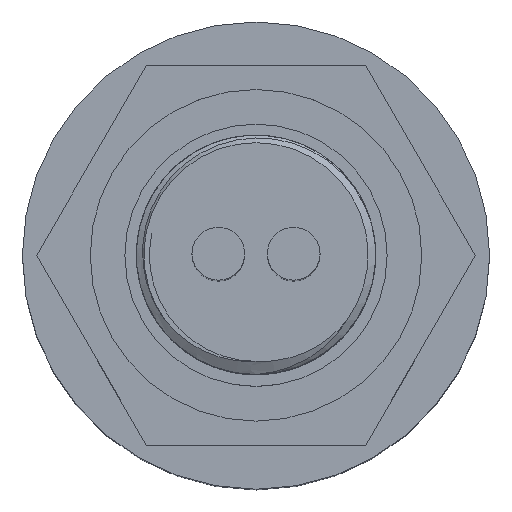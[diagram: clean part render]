
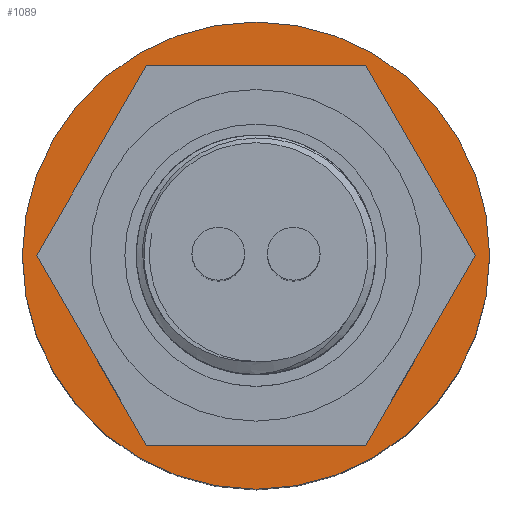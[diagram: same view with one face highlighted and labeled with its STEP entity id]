
A CAD part, top view. The second image highlights one B-rep face of the part: STEP entity #1089.
In plain terms, the highlighted planar face has unit normal (0, 0, 1).
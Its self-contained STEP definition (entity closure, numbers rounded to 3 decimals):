
#201=FACE_BOUND($,#408,.T.);
#202=FACE_BOUND($,#409,.T.);
#224=CIRCLE($,#1150,12.5);
#231=CIRCLE($,#1164,15.5);
#268=PLANE($,#1166);
#408=EDGE_LOOP($,(#926));
#409=EDGE_LOOP($,(#927));
#540=VERTEX_POINT($,#3801);
#547=VERTEX_POINT($,#3822);
#677=EDGE_CURVE($,#540,#540,#224,.T.);
#684=EDGE_CURVE($,#547,#547,#231,.T.);
#926=ORIENTED_EDGE($,*,*,#677,.T.);
#927=ORIENTED_EDGE($,*,*,#684,.F.);
#1089=ADVANCED_FACE($,(#201,#202),#268,.F.);
#1150=AXIS2_PLACEMENT_3D($,#3802,#1360,#1361);
#1164=AXIS2_PLACEMENT_3D($,#3823,#1388,#1389);
#1166=AXIS2_PLACEMENT_3D($,#3826,#1392,#1393);
#1360=DIRECTION('center_axis',(0.,0.,-1.));
#1361=DIRECTION('ref_axis',(1.,0.,0.));
#1388=DIRECTION('center_axis',(0.,0.,-1.));
#1389=DIRECTION('ref_axis',(-1.,0.,0.));
#1392=DIRECTION('center_axis',(0.,0.,-1.));
#1393=DIRECTION('ref_axis',(-1.,0.,0.));
#3801=CARTESIAN_POINT('',(-12.5,0.,28.5));
#3802=CARTESIAN_POINT('Origin',(0.,0.,28.5));
#3822=CARTESIAN_POINT('',(15.5,0.,28.5));
#3823=CARTESIAN_POINT('Origin',(0.,0.,28.5));
#3826=CARTESIAN_POINT('Origin',(0.,0.,28.5));
